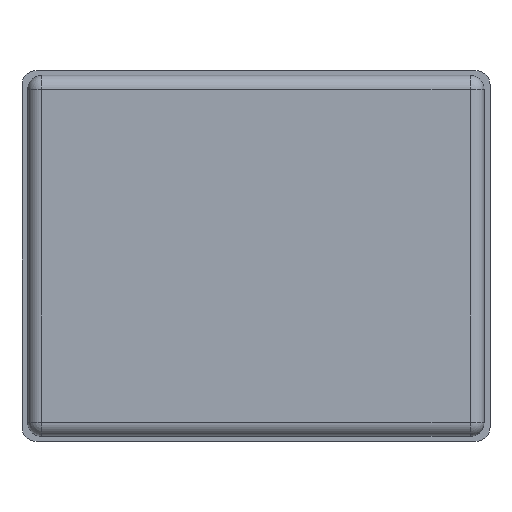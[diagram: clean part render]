
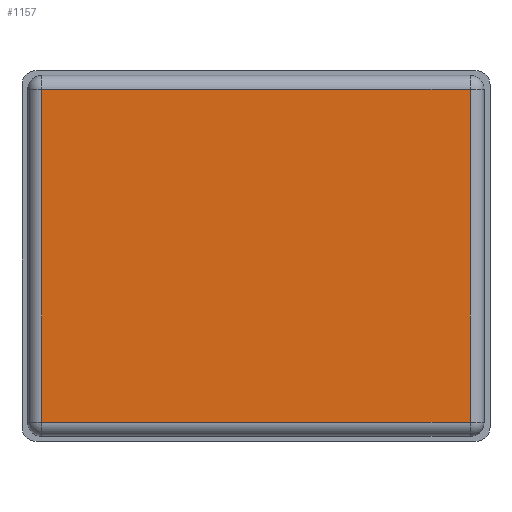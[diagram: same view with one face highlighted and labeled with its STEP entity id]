
A CAD part, top view. The second image highlights one B-rep face of the part: STEP entity #1157.
In plain terms, the highlighted planar face has unit normal (0, 0, 1).
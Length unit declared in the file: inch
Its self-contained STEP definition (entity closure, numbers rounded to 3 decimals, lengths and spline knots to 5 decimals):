
#820=CARTESIAN_POINT('',(-0.565,-0.8695,0.47));
#821=VERTEX_POINT('',#820);
#829=CARTESIAN_POINT('',(-0.565,0.9795,0.47));
#830=VERTEX_POINT('',#829);
#831=CARTESIAN_POINT('',(-0.565,-0.8695,0.47));
#832=DIRECTION('',(0.0,1.0,0.0));
#833=VECTOR('',#832,1.849);
#834=LINE('',#831,#833);
#835=EDGE_CURVE('',#821,#830,#834,.T.);
#860=CARTESIAN_POINT('',(1.814,0.9795,0.47));
#861=VERTEX_POINT('',#860);
#936=CARTESIAN_POINT('',(-0.565,0.9795,0.47));
#937=DIRECTION('',(1.0,0.0,0.0));
#938=VECTOR('',#937,2.379);
#939=LINE('',#936,#938);
#940=EDGE_CURVE('',#830,#861,#939,.T.);
#957=CARTESIAN_POINT('',(1.814,-0.8695,0.47));
#958=VERTEX_POINT('',#957);
#975=CARTESIAN_POINT('',(1.814,0.9795,0.47));
#976=DIRECTION('',(0.0,-1.0,0.0));
#977=VECTOR('',#976,1.849);
#978=LINE('',#975,#977);
#979=EDGE_CURVE('',#861,#958,#978,.T.);
#1015=CARTESIAN_POINT('',(1.814,-0.8695,0.47));
#1016=DIRECTION('',(-1.0,0.0,0.0));
#1017=VECTOR('',#1016,2.379);
#1018=LINE('',#1015,#1017);
#1019=EDGE_CURVE('',#958,#821,#1018,.T.);
#1146=CARTESIAN_POINT('',(0.6245,0.055,0.47));
#1147=DIRECTION('',(0.0,0.0,1.0));
#1148=DIRECTION('',(1.0,0.0,0.0));
#1149=AXIS2_PLACEMENT_3D('',#1146,#1147,#1148);
#1150=PLANE('',#1149);
#1151=ORIENTED_EDGE('',*,*,#835,.F.);
#1152=ORIENTED_EDGE('',*,*,#1019,.F.);
#1153=ORIENTED_EDGE('',*,*,#979,.F.);
#1154=ORIENTED_EDGE('',*,*,#940,.F.);
#1155=EDGE_LOOP('',(#1151,#1152,#1153,#1154));
#1156=FACE_OUTER_BOUND('',#1155,.T.);
#1157=ADVANCED_FACE('',(#1156),#1150,.T.);
